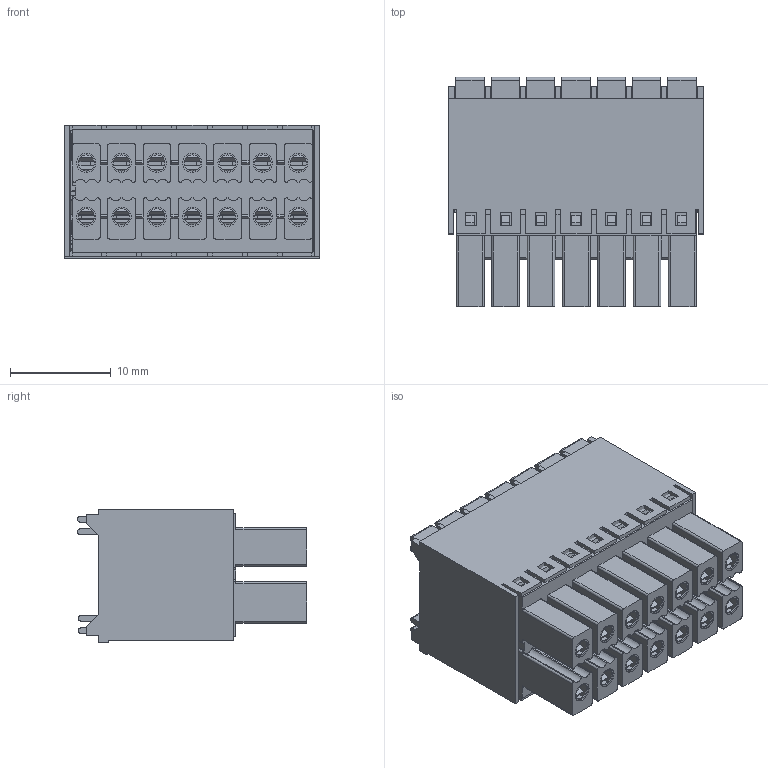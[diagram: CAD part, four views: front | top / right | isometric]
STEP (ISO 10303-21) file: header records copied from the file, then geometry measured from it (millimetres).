
FILE_DESCRIPTION(/* description */ ('Unknown'),/* implementation_level */ '2;1');
FILE_NAME(/* name */ '69137910014',/* time_stamp */ '2024-12-02T11:55:47+01:00',/* author */ ('Unknown'),/* organization */ ('Unknown'),/* preprocessor_version */ 'ST-DEVELOPER v19.4',/* originating_system */ 'Solid Edge',/* authorisation */ 'Unknown');
FILE_SCHEMA (('AUTOMOTIVE_DESIGN {1 0 10303 214 3 1 1}'));
Length unit declared in the file: millimetre
Products named in the file (7): 6913791000xx; 691379100014; 691379100014-2; 6913791000xx_Terminal Lever; 6913791000xx_Contact; 6913791800xx_Contact part 1; 6913791800xx_Contact part 2
Assembly tree (32 placements, depth 3):
  6913791000xx
    691379100014
    691379100014-2
    6913791000xx_Terminal Lever  x14
    6913791000xx_Contact  x14
      6913791800xx_Contact part 1
      6913791800xx_Contact part 2
Bounding box: 25.3 x 22.7 x 13.25 mm (x, y, z)
Volume: 3201.7 mm3; surface area: 13027.2 mm2
Topology: 44 solids, 44 shells, 3317 faces, 9418 edges, 6194 vertices
Faces by surface type: plane 2335, cylinder 912, bspline 70
Full cylindrical faces by diameter (mm): 1.6 x14, 1.9 x14, 3 x14
Entity records: 41718 total; most frequent: CARTESIAN_POINT 8145, ORIENTED_EDGE 7140, DIRECTION 6494, EDGE_CURVE 3570, LINE 3088, VECTOR 3088, VERTEX_POINT 2364, AXIS2_PLACEMENT_3D 1703
